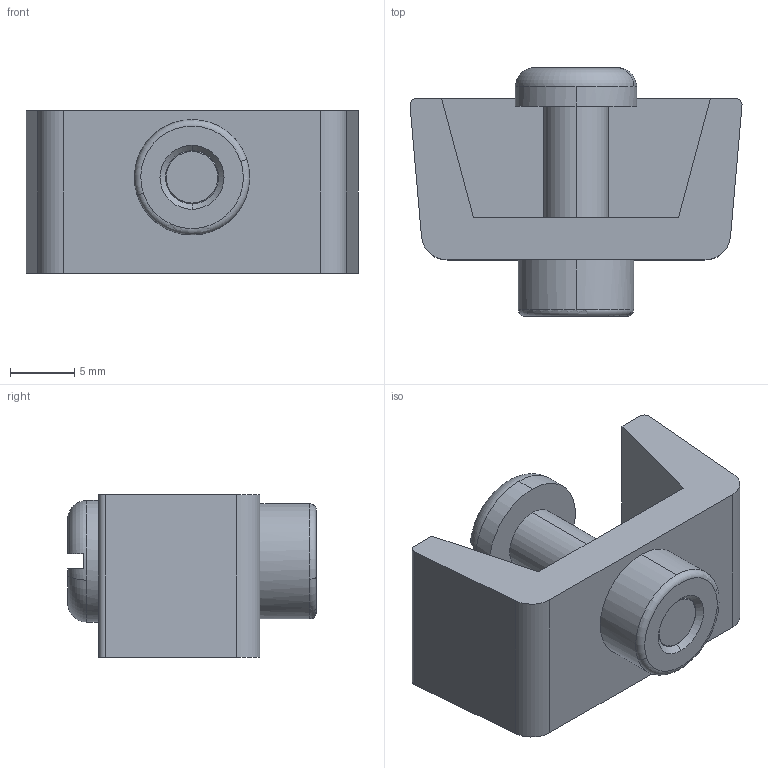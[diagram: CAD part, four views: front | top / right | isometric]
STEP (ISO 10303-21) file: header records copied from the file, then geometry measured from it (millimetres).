
FILE_DESCRIPTION (( 'STEP AP203' ), '1' );
FILE_NAME ('HM-1A.step', '2022-04-19T17:46:57', ( '' ), ( '' ), 'SwSTEP 2.0', 'SolidWorks 2021', '' );
FILE_SCHEMA (( 'CONFIG_CONTROL_DESIGN' ));
Length unit declared in the file: millimetre
Products named in the file (1): HM-1A
Bounding box: 25.91 x 19.4 x 12.7 mm (x, y, z)
Volume: 2754.7 mm3; surface area: 2155.8 mm2
Topology: 1 solids, 1 shells, 38 faces, 92 edges, 60 vertices
Faces by surface type: plane 18, cylinder 12, torus 4, cone 4
Entity records: 1271 total; most frequent: CARTESIAN_POINT 274, DIRECTION 204, ORIENTED_EDGE 184, EDGE_CURVE 92, AXIS2_PLACEMENT_3D 80, VERTEX_POINT 60, VECTOR 44, LINE 44
